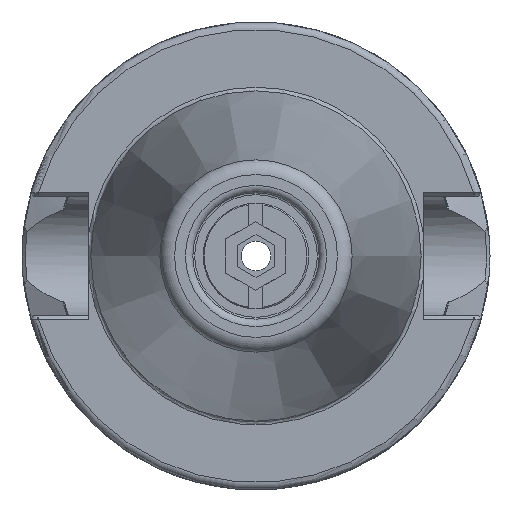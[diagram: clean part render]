
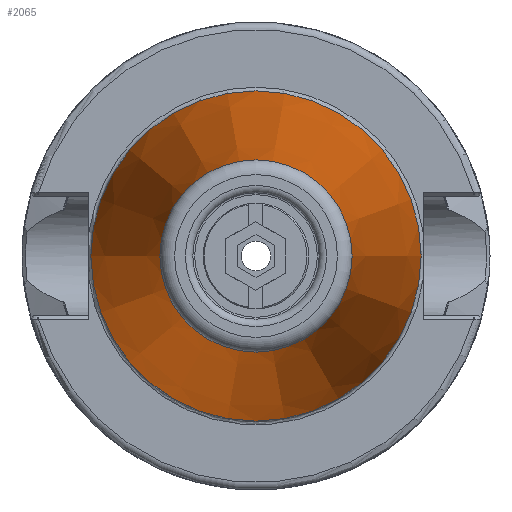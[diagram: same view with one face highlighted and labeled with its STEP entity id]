
A CAD part, left-side view. The second image highlights one B-rep face of the part: STEP entity #2065.
In plain terms, the highlighted conical face has half-angle 8.297 degrees and reference radius 17.581 mm.
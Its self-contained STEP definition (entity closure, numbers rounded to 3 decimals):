
#95=CONICAL_SURFACE('',#2278,17.581,0.145);
#179=LINE('',#4051,#307);
#307=VECTOR('',#2729,17.581);
#475=FACE_OUTER_BOUND('',#597,.T.);
#597=EDGE_LOOP('',(#1702,#1703,#1704,#1705,#1706,#1707,#1708));
#730=CIRCLE('',#2274,12.937);
#731=CIRCLE('',#2275,12.937);
#732=CIRCLE('',#2276,12.937);
#734=CIRCLE('',#2279,22.225);
#735=CIRCLE('',#2280,22.225);
#919=VERTEX_POINT('',#4039);
#920=VERTEX_POINT('',#4040);
#921=VERTEX_POINT('',#4042);
#922=VERTEX_POINT('',#4047);
#923=VERTEX_POINT('',#4048);
#1197=EDGE_CURVE('',#919,#920,#730,.T.);
#1198=EDGE_CURVE('',#921,#919,#731,.T.);
#1199=EDGE_CURVE('',#920,#921,#732,.T.);
#1201=EDGE_CURVE('',#922,#923,#734,.T.);
#1202=EDGE_CURVE('',#923,#922,#735,.T.);
#1203=EDGE_CURVE('',#923,#921,#179,.T.);
#1702=ORIENTED_EDGE('',*,*,#1201,.F.);
#1703=ORIENTED_EDGE('',*,*,#1202,.F.);
#1704=ORIENTED_EDGE('',*,*,#1203,.T.);
#1705=ORIENTED_EDGE('',*,*,#1198,.T.);
#1706=ORIENTED_EDGE('',*,*,#1197,.T.);
#1707=ORIENTED_EDGE('',*,*,#1199,.T.);
#1708=ORIENTED_EDGE('',*,*,#1203,.F.);
#2065=ADVANCED_FACE('',(#475),#95,.T.);
#2274=AXIS2_PLACEMENT_3D('',#4041,#2715,#2716);
#2275=AXIS2_PLACEMENT_3D('',#4043,#2717,#2718);
#2276=AXIS2_PLACEMENT_3D('',#4044,#2719,#2720);
#2278=AXIS2_PLACEMENT_3D('',#4046,#2723,#2724);
#2279=AXIS2_PLACEMENT_3D('',#4049,#2725,#2726);
#2280=AXIS2_PLACEMENT_3D('',#4050,#2727,#2728);
#2715=DIRECTION('center_axis',(1.,0.,0.));
#2716=DIRECTION('ref_axis',(0.,0.,-1.));
#2717=DIRECTION('center_axis',(1.,0.,0.));
#2718=DIRECTION('ref_axis',(0.,0.,-1.));
#2719=DIRECTION('center_axis',(1.,0.,0.));
#2720=DIRECTION('ref_axis',(0.,0.,-1.));
#2723=DIRECTION('center_axis',(1.,0.,0.));
#2724=DIRECTION('ref_axis',(0.,1.,0.));
#2725=DIRECTION('center_axis',(1.,0.,0.));
#2726=DIRECTION('ref_axis',(0.,0.,-1.));
#2727=DIRECTION('center_axis',(1.,0.,0.));
#2728=DIRECTION('ref_axis',(0.,0.,-1.));
#2729=DIRECTION('',(-0.99,0.144,0.));
#4039=CARTESIAN_POINT('',(-63.689,12.937,0.));
#4040=CARTESIAN_POINT('',(-63.689,0.,12.937));
#4041=CARTESIAN_POINT('Origin',(-63.689,0.,
0.));
#4042=CARTESIAN_POINT('',(-63.689,-12.937,0.));
#4043=CARTESIAN_POINT('Origin',(-63.689,0.,
0.));
#4044=CARTESIAN_POINT('Origin',(-63.689,0.,
0.));
#4046=CARTESIAN_POINT('Origin',(-31.844,0.,
0.));
#4047=CARTESIAN_POINT('',(0.,22.225,0.));
#4048=CARTESIAN_POINT('',(0.,-22.225,0.));
#4049=CARTESIAN_POINT('Origin',(0.,0.,
0.));
#4050=CARTESIAN_POINT('Origin',(0.,0.,
0.));
#4051=CARTESIAN_POINT('',(-31.844,-17.581,0.));
